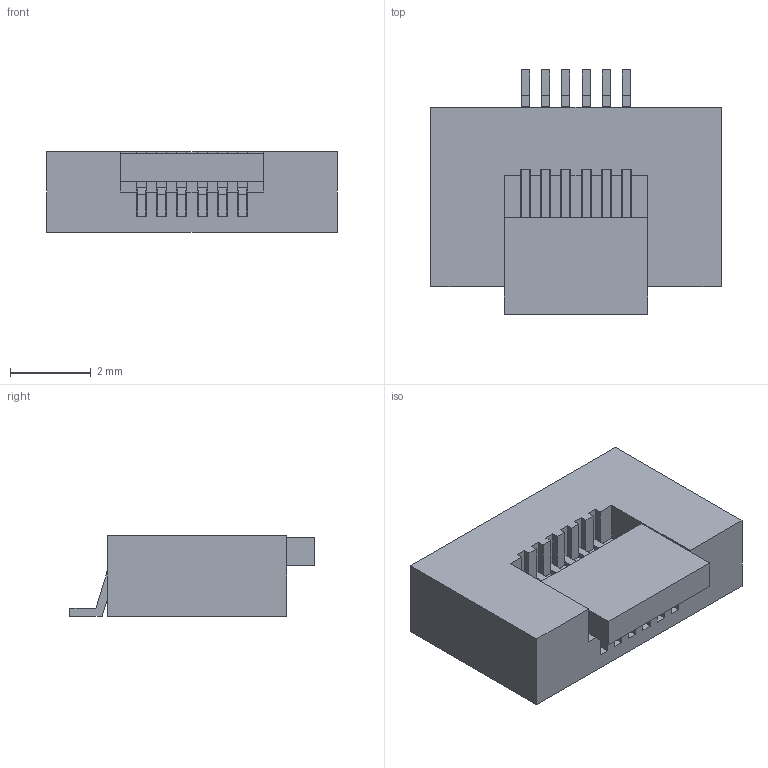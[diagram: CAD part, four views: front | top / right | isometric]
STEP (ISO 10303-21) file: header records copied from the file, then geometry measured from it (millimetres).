
FILE_DESCRIPTION(/* description */ (''),/* implementation_level */ '2;1');
FILE_NAME(/* name */ 'FPC_6PIN_BOTTOM v5.step',/* time_stamp */ '2024-09-22T21:27:48-07:00',/* author */ (''),/* organization */ (''),/* preprocessor_version */ 'ST-DEVELOPER v20',/* originating_system */ 'Autodesk Translation Framework v13.20.0.188',/* authorisation */ '');
FILE_SCHEMA (('AUTOMOTIVE_DESIGN { 1 0 10303 214 3 1 1 }'));
Length unit declared in the file: millimetre
Products named in the file (9): FPC_6PIN_BOTTOM; Lock; Component3; Component4; Component5; Component6; Component7; Component8; Component9
Assembly tree (8 placements, depth 2):
  FPC_6PIN_BOTTOM
    Lock
    Component3
    Component4
    Component5
    Component6
    Component7
    Component8
    Component9
Bounding box: 7.2 x 6.06 x 2 mm (x, y, z)
Volume: 60.6 mm3; surface area: 227.8 mm2
Topology: 9 solids, 9 shells, 126 faces, 318 edges, 212 vertices
Faces by surface type: plane 122, cylinder 4
Full cylindrical faces by diameter (mm): 0.6 x4
Entity records: 4004 total; most frequent: CARTESIAN_POINT 673, ORIENTED_EDGE 636, DIRECTION 612, EDGE_CURVE 318, LINE 310, VECTOR 310, VERTEX_POINT 212, AXIS2_PLACEMENT_3D 151
